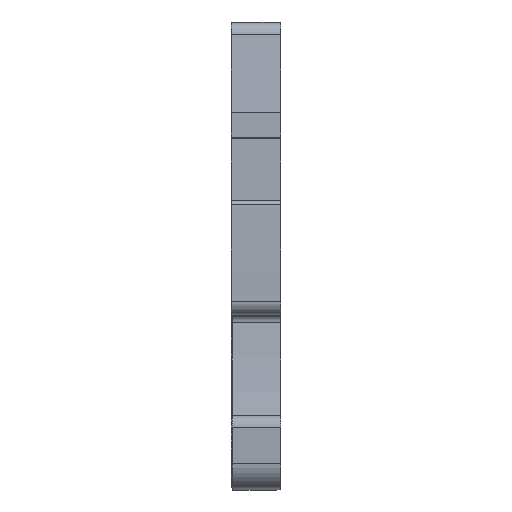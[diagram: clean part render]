
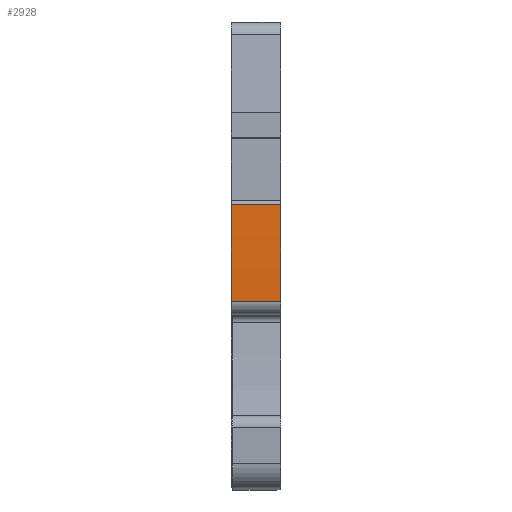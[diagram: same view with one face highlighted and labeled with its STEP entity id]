
A CAD part, front view. The second image highlights one B-rep face of the part: STEP entity #2928.
In plain terms, the highlighted cylindrical face has radius 122.182 mm (diameter 244.364 mm), a partial arc.
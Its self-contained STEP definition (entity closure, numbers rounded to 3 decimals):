
#315=AXIS2_PLACEMENT_3D('Circle Axis2P3D',#313,#314,$) ;
#2908=AXIS2_PLACEMENT_3D('Cylinder Axis2P3D',#2905,#2906,#2907) ;
#2912=AXIS2_PLACEMENT_3D('Circle Axis2P3D',#2910,#2911,$) ;
#310=CARTESIAN_POINT('Vertex',(3.5,1.514,20.35)) ;
#313=CARTESIAN_POINT('Axis2P3D Location',(3.5,123.652,17.05)) ;
#317=CARTESIAN_POINT('Vertex',(3.5,1.524,13.42)) ;
#2889=CARTESIAN_POINT('Vertex',(0.,1.514,20.35)) ;
#2892=CARTESIAN_POINT('Line Origine',(1.75,1.514,20.35)) ;
#2905=CARTESIAN_POINT('Axis2P3D Location',(1.75,123.652,17.05)) ;
#2910=CARTESIAN_POINT('Axis2P3D Location',(0.,123.652,17.05)) ;
#2914=CARTESIAN_POINT('Vertex',(0.,1.524,13.42)) ;
#2917=CARTESIAN_POINT('Line Origine',(1.75,1.524,13.42)) ;
#314=DIRECTION('Axis2P3D Direction',(1.,0.,0.)) ;
#2893=DIRECTION('Vector Direction',(-1.,0.,0.)) ;
#2906=DIRECTION('Axis2P3D Direction',(1.,0.,0.)) ;
#2907=DIRECTION('Axis2P3D XDirection',(0.,-0.992,0.126)) ;
#2911=DIRECTION('Axis2P3D Direction',(1.,0.,0.)) ;
#2918=DIRECTION('Vector Direction',(1.,0.,0.)) ;
#2894=VECTOR('Line Direction',#2893,1.) ;
#2919=VECTOR('Line Direction',#2918,1.) ;
#2923=ORIENTED_EDGE('',*,*,#2916,.T.) ;
#2924=ORIENTED_EDGE('',*,*,#2921,.F.) ;
#2925=ORIENTED_EDGE('',*,*,#319,.F.) ;
#2926=ORIENTED_EDGE('',*,*,#2896,.T.) ;
#2928=ADVANCED_FACE('V1',(#2927),#2909,.T.) ;
#316=CIRCLE('generated circle',#315,122.182) ;
#2913=CIRCLE('generated circle',#2912,122.182) ;
#2909=CYLINDRICAL_SURFACE('generated cylinder',#2908,122.182) ;
#319=EDGE_CURVE('',#311,#318,#316,.T.) ;
#2896=EDGE_CURVE('',#311,#2890,#2895,.T.) ;
#2916=EDGE_CURVE('',#2890,#2915,#2913,.T.) ;
#2921=EDGE_CURVE('',#318,#2915,#2920,.F.) ;
#2922=EDGE_LOOP('',(#2923,#2924,#2925,#2926)) ;
#2927=FACE_OUTER_BOUND('',#2922,.T.) ;
#2895=LINE('Line',#2892,#2894) ;
#2920=LINE('Line',#2917,#2919) ;
#311=VERTEX_POINT('',#310) ;
#318=VERTEX_POINT('',#317) ;
#2890=VERTEX_POINT('',#2889) ;
#2915=VERTEX_POINT('',#2914) ;
